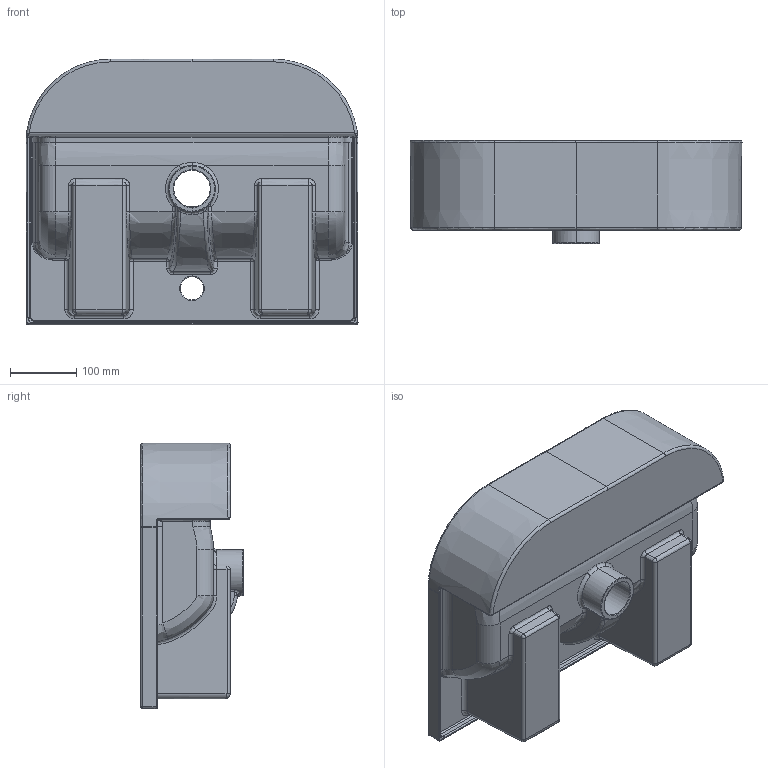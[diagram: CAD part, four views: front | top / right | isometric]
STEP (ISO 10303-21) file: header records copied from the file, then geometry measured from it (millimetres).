
FILE_DESCRIPTION((''),'2;1');
FILE_NAME('ROUND_BASIN2','2022-04-15T14:23:55',('DELL'),(''),'CREO PARAMETRIC BY PTC INC, 2016390','CREO PARAMETRIC BY PTC INC, 2016390','');
FILE_SCHEMA(('CONFIG_CONTROL_DESIGN'));
Length unit declared in the file: millimetre
Products named in the file (1): ROUND_BASIN2
Bounding box: 500 x 155 x 400 mm (x, y, z)
Volume: 11830641.3 mm3; surface area: 693412 mm2
Topology: 1 solids, 1 shells, 276 faces, 624 edges, 348 vertices
Faces by surface type: bspline 147, cylinder 66, plane 27, torus 15, extrusion 11, sphere 8, cone 2
Entity records: 19985 total; most frequent: CARTESIAN_POINT 14771, ORIENTED_EDGE 1246, DIRECTION 830, EDGE_CURVE 623, VERTEX_POINT 348, AXIS2_PLACEMENT_3D 327, EDGE_LOOP 279, FACE_OUTER_BOUND 276
